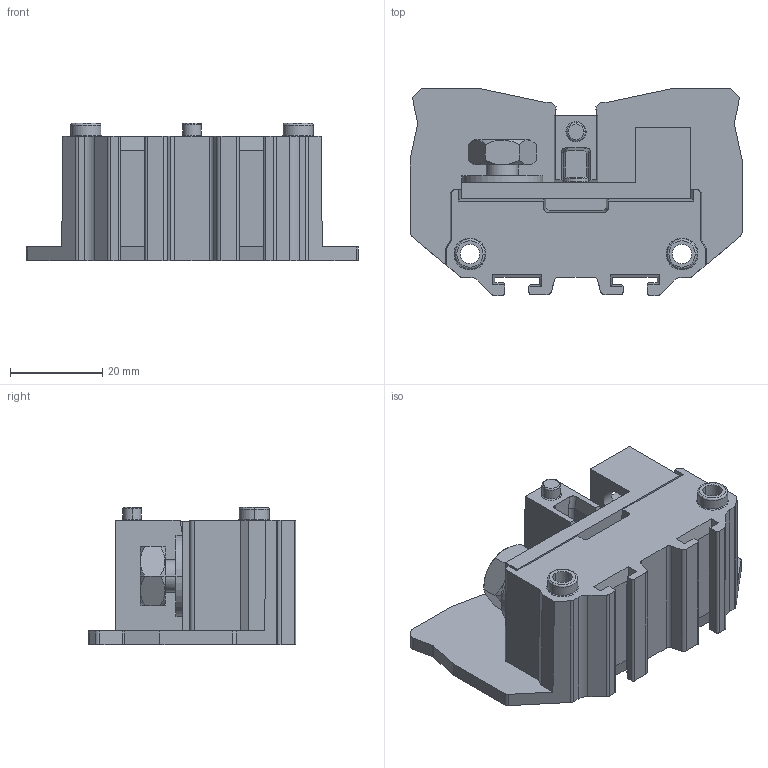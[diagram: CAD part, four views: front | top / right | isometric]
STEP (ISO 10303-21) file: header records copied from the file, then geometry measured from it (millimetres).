
FILE_DESCRIPTION((''),'2;1');
FILE_NAME('111','2023-03-14T',('Administrator'),(''),'PRO/ENGINEER BY PARAMETRIC TECHNOLOGY CORPORATION, 2013230','PRO/ENGINEER BY PARAMETRIC TECHNOLOGY CORPORATION, 2013230','');
FILE_SCHEMA(('CONFIG_CONTROL_DESIGN'));
Length unit declared in the file: millimetre
Products named in the file (1): 111
Bounding box: 72 x 45 x 29.8 mm (x, y, z)
Volume: 39056.3 mm3; surface area: 16513.3 mm2
Topology: 1 solids, 1 shells, 273 faces, 754 edges, 486 vertices
Faces by surface type: plane 144, cylinder 76, torus 24, cone 22, bspline 6, extrusion 1
Entity records: 10493 total; most frequent: CARTESIAN_POINT 3492, ORIENTED_EDGE 1504, DIRECTION 1393, EDGE_CURVE 752, VERTEX_POINT 486, AXIS2_PLACEMENT_3D 478, VECTOR 437, LINE 436
